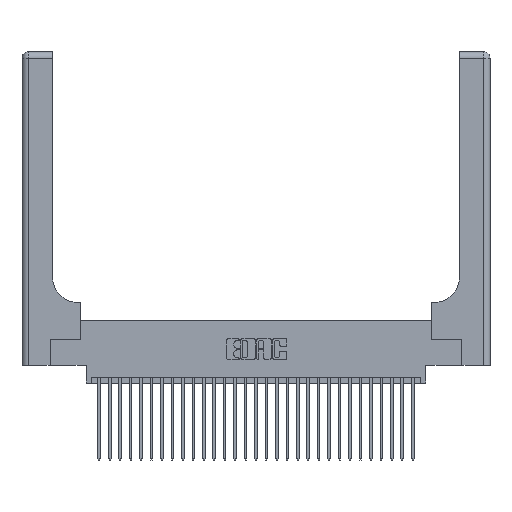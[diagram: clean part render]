
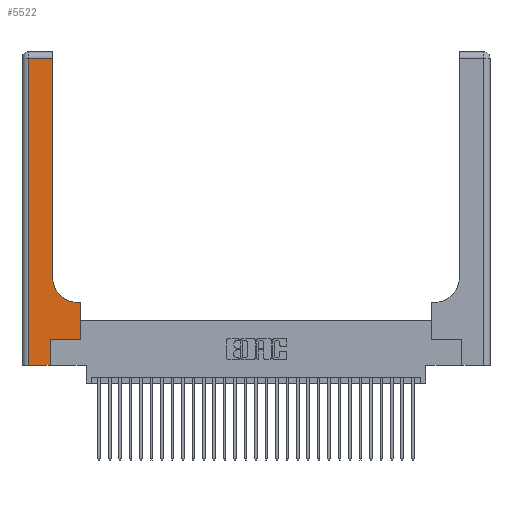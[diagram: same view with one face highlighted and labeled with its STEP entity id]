
A CAD part, top view. The second image highlights one B-rep face of the part: STEP entity #5522.
In plain terms, the highlighted planar face has unit normal (0, 0, 1).
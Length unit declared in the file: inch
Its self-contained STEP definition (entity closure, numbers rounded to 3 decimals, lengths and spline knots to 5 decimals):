
#417 = CARTESIAN_POINT ( 'NONE',  ( 0.2915, 0.85, 0.37 ) ) ;
#524 = CARTESIAN_POINT ( 'NONE',  ( 0.5585, 0.25, 0.37 ) ) ;
#1073 = AXIS2_PLACEMENT_3D ( 'NONE', #17230, #2842, #19651 ) ;
#1174 = AXIS2_PLACEMENT_3D ( 'NONE', #31160, #2379, #19200 ) ;
#1415 = CARTESIAN_POINT ( 'NONE',  ( 0.5585, 0.6, 0.37 ) ) ;
#1488 = VECTOR ( 'NONE', #14137, 39.37008 ) ;
#1625 = CARTESIAN_POINT ( 'NONE',  ( 0.5415, 0.6, 0.37 ) ) ;
#2379 = DIRECTION ( 'NONE',  ( 0., 0., -1. ) ) ;
#2842 = DIRECTION ( 'NONE',  ( 0., 0., -1. ) ) ;
#5271 = EDGE_CURVE ( 'NONE', #12326, #30948, #28987, .T. ) ;
#5429 = VECTOR ( 'NONE', #9935, 39.37008 ) ;
#5522 = ADVANCED_FACE ( 'NONE', ( #12425 ), #14359, .F. ) ;
#6277 = CARTESIAN_POINT ( 'NONE',  ( 0.5585, 0.25, 0.37 ) ) ;
#6769 = EDGE_LOOP ( 'NONE', ( #9808, #11365, #19072, #25348, #17150, #11714, #14614, #28572, #28996 ) ) ;
#6820 = VECTOR ( 'NONE', #30317, 39.37008 ) ;
#7423 = VERTEX_POINT ( 'NONE', #14365 ) ;
#7791 = CARTESIAN_POINT ( 'NONE',  ( 0.2915, 0.6, 0.37 ) ) ;
#8667 = LINE ( 'NONE', #26136, #1488 ) ;
#9808 = ORIENTED_EDGE ( 'NONE', *, *, #27140, .T. ) ;
#9935 = DIRECTION ( 'NONE',  ( 1., 0., 0. ) ) ;
#10464 = VECTOR ( 'NONE', #12422, 39.37008 ) ;
#10548 = VECTOR ( 'NONE', #23115, 39.37008 ) ;
#10914 = EDGE_CURVE ( 'NONE', #13095, #7423, #16473, .T. ) ;
#11365 = ORIENTED_EDGE ( 'NONE', *, *, #23181, .T. ) ;
#11415 = VERTEX_POINT ( 'NONE', #1625 ) ;
#11714 = ORIENTED_EDGE ( 'NONE', *, *, #18846, .T. ) ;
#11790 = CARTESIAN_POINT ( 'NONE',  ( 0.269, 0., 0.37 ) ) ;
#11884 = CARTESIAN_POINT ( 'NONE',  ( 0.2915, 3., 0.37 ) ) ;
#11912 = CIRCLE ( 'NONE', #1073, 0.25 ) ;
#12326 = VERTEX_POINT ( 'NONE', #524 ) ;
#12422 = DIRECTION ( 'NONE',  ( -1., 0., 0. ) ) ;
#12425 = FACE_OUTER_BOUND ( 'NONE', #6769, .T. ) ;
#13064 = CARTESIAN_POINT ( 'NONE',  ( 0.269, 0.25, 0.37 ) ) ;
#13095 = VERTEX_POINT ( 'NONE', #18362 ) ;
#13140 = VECTOR ( 'NONE', #26291, 39.37008 ) ;
#13214 = CARTESIAN_POINT ( 'NONE',  ( 0.2915, 2.94, 0.37 ) ) ;
#13492 = CARTESIAN_POINT ( 'NONE',  ( 0., 0., 0.37 ) ) ;
#14137 = DIRECTION ( 'NONE',  ( 0., 1., 0. ) ) ;
#14270 = DIRECTION ( 'NONE',  ( 0., -1., 0. ) ) ;
#14359 = PLANE ( 'NONE',  #1174 ) ;
#14365 = CARTESIAN_POINT ( 'NONE',  ( 0.06, 0., 0.37 ) ) ;
#14614 = ORIENTED_EDGE ( 'NONE', *, *, #5271, .T. ) ;
#14925 = VERTEX_POINT ( 'NONE', #417 ) ;
#16473 = LINE ( 'NONE', #31079, #26997 ) ;
#17150 = ORIENTED_EDGE ( 'NONE', *, *, #22125, .T. ) ;
#17230 = CARTESIAN_POINT ( 'NONE',  ( 0.5415, 0.85, 0.37 ) ) ;
#17232 = VERTEX_POINT ( 'NONE', #13064 ) ;
#17511 = VERTEX_POINT ( 'NONE', #11790 ) ;
#18090 = LINE ( 'NONE', #13492, #6820 ) ;
#18362 = CARTESIAN_POINT ( 'NONE',  ( 0.06, 2.94, 0.37 ) ) ;
#18846 = EDGE_CURVE ( 'NONE', #17232, #12326, #18961, .T. ) ;
#18961 = LINE ( 'NONE', #29050, #5429 ) ;
#19072 = ORIENTED_EDGE ( 'NONE', *, *, #10914, .T. ) ;
#19200 = DIRECTION ( 'NONE',  ( -1., 0., 0. ) ) ;
#19651 = DIRECTION ( 'NONE',  ( 1., 0., 0. ) ) ;
#21811 = VERTEX_POINT ( 'NONE', #13214 ) ;
#22125 = EDGE_CURVE ( 'NONE', #17511, #17232, #8667, .T. ) ;
#22195 = DIRECTION ( 'NONE',  ( -1., 0., 0. ) ) ;
#23115 = DIRECTION ( 'NONE',  ( 0., 1., 0. ) ) ;
#23181 = EDGE_CURVE ( 'NONE', #21811, #13095, #28898, .T. ) ;
#25348 = ORIENTED_EDGE ( 'NONE', *, *, #26312, .T. ) ;
#25548 = VECTOR ( 'NONE', #22195, 39.37008 ) ;
#25931 = LINE ( 'NONE', #11884, #13140 ) ;
#26136 = CARTESIAN_POINT ( 'NONE',  ( 0.269, 0., 0.37 ) ) ;
#26291 = DIRECTION ( 'NONE',  ( 0., 1., 0. ) ) ;
#26312 = EDGE_CURVE ( 'NONE', #7423, #17511, #18090, .T. ) ;
#26831 = CARTESIAN_POINT ( 'NONE',  ( 0., 2.94, 0.37 ) ) ;
#26997 = VECTOR ( 'NONE', #14270, 39.37008 ) ;
#27052 = LINE ( 'NONE', #7791, #25548 ) ;
#27140 = EDGE_CURVE ( 'NONE', #14925, #21811, #25931, .T. ) ;
#27356 = EDGE_CURVE ( 'NONE', #30948, #11415, #27052, .T. ) ;
#28572 = ORIENTED_EDGE ( 'NONE', *, *, #27356, .T. ) ;
#28898 = LINE ( 'NONE', #26831, #10464 ) ;
#28987 = LINE ( 'NONE', #6277, #10548 ) ;
#28996 = ORIENTED_EDGE ( 'NONE', *, *, #29556, .T. ) ;
#29050 = CARTESIAN_POINT ( 'NONE',  ( 0.269, 0.25, 0.37 ) ) ;
#29556 = EDGE_CURVE ( 'NONE', #11415, #14925, #11912, .T. ) ;
#30317 = DIRECTION ( 'NONE',  ( 1., 0., 0. ) ) ;
#30948 = VERTEX_POINT ( 'NONE', #1415 ) ;
#31079 = CARTESIAN_POINT ( 'NONE',  ( 0.06, 3., 0.37 ) ) ;
#31160 = CARTESIAN_POINT ( 'NONE',  ( 0., 3., 0.37 ) ) ;
